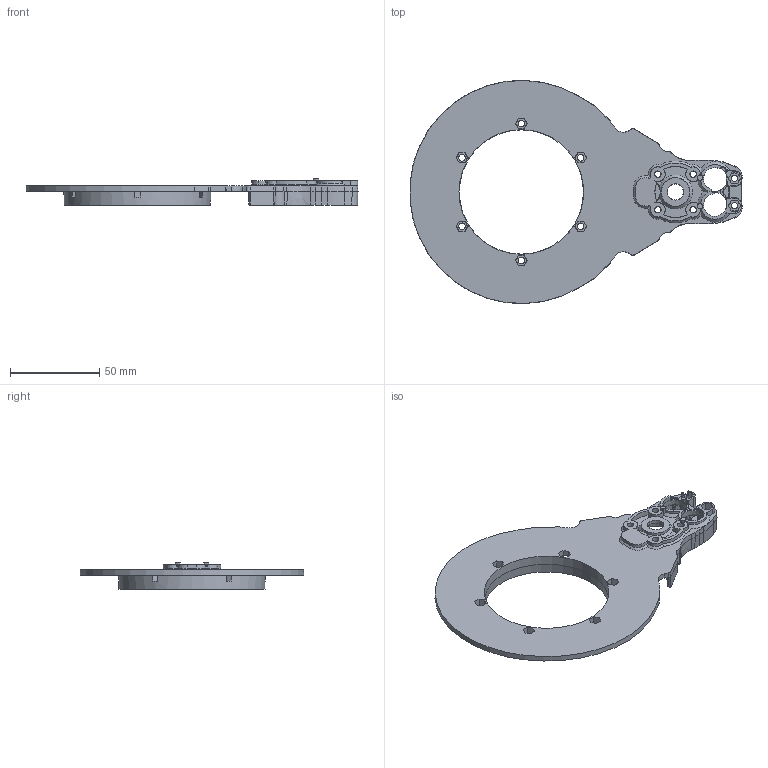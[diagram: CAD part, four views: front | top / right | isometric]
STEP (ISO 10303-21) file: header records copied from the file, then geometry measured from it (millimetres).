
FILE_DESCRIPTION(/* description */ ('STEP AP242','CAx-IF Rec.Pracs.---Representation and Presentation of Product Manufacturing Information (PMI)---4.0---2014-10-13','CAx-IF Rec.Pracs.---3D Tessellated Geometry---0.4---2014-09-14','2;1'),/* implementation_level */ '2;1');
FILE_NAME(/* name */ '661855e06b66f90eb684965c',/* time_stamp */ '2024-04-11T21:28:00Z',/* author */ (''),/* organization */ (''),/* preprocessor_version */ 'ST-DEVELOPER v20',/* originating_system */ ' ',/* authorisation */ ' ');
FILE_SCHEMA (('AP242_MANAGED_MODEL_BASED_3D_ENGINEERING_MIM_LF { 1 0 10303 442 1 1 4 }'));
Length unit declared in the file: metre
Products named in the file (1): Arm
Bounding box: 185.69 x 124.94 x 14.75 mm (x, y, z)
Volume: 43009.8 mm3; surface area: 35074.2 mm2
Topology: 1 solids, 1 shells, 443 faces, 1284 edges, 845 vertices
Faces by surface type: plane 187, cone 173, cylinder 44, bspline 38, torus 1
Entity records: 15162 total; most frequent: CARTESIAN_POINT 3764, ORIENTED_EDGE 2478, DIRECTION 2288, EDGE_CURVE 1239, AXIS2_PLACEMENT_3D 878, VERTEX_POINT 828, LINE 532, VECTOR 532
